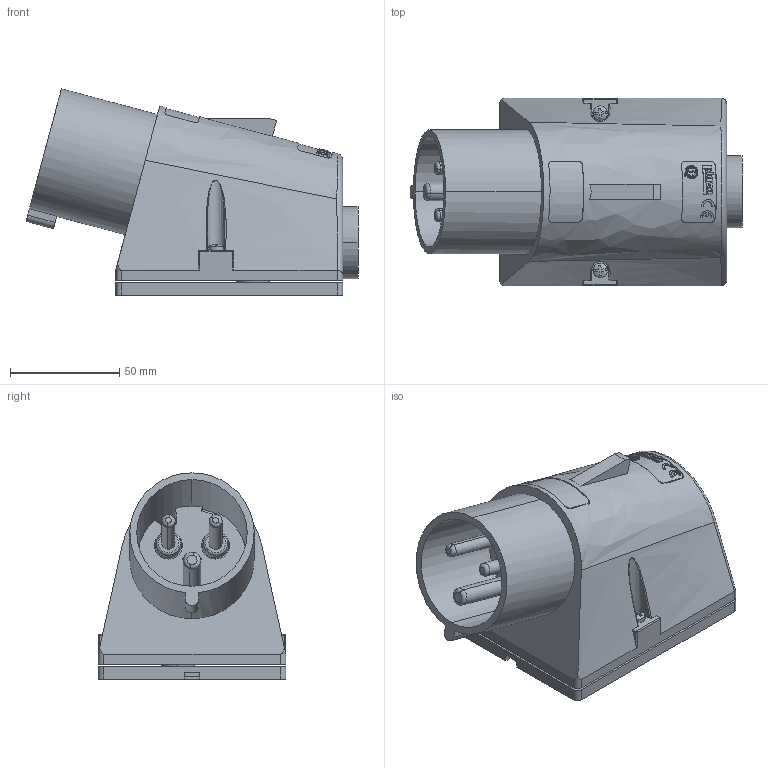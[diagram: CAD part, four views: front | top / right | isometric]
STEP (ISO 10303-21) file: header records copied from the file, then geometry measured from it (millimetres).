
FILE_DESCRIPTION(('Creo Elements/Direct Modeling STEP Export'),'2;1');
FILE_NAME('0ln7uvk4ap5hspr1500','2017-05-18T11:07:39',(''),(''),'PTC Creo Elements/Direct Modeling STEP processor for AP214 (Solid Model)','PTC Creo Elements/Direct Modeling 19.0E 27-Jun-2016 (C) Parametric Technology GmbH','');
FILE_SCHEMA(('AUTOMOTIVE_DESIGN { 1 0 10303 214 1 1 1 1 }'));
Length unit declared in the file: millimetre
Products named in the file (1): PE_32123_SM
Bounding box: 152.14 x 86 x 94.53 mm (x, y, z)
Volume: 491312.7 mm3; surface area: 90882.1 mm2
Topology: 1 solids, 13 shells, 1004 faces, 2711 edges, 1782 vertices
Faces by surface type: plane 657, cylinder 213, cone 54, torus 34, bspline 31, extrusion 8, sphere 7
Entity records: 65684 total; most frequent: CARTESIAN_POINT 33648, ORIENTED_EDGE 5424, DIRECTION 4130, EDGE_CURVE 2704, VERTEX_POINT 1782, VECTOR 1600, LINE 1593, AXIS2_PLACEMENT_3D 1265
